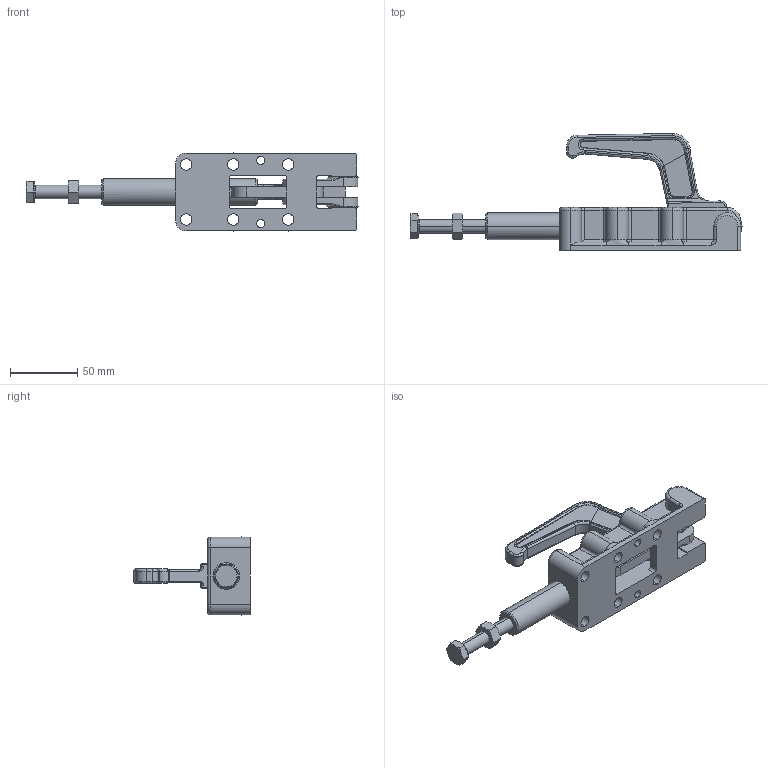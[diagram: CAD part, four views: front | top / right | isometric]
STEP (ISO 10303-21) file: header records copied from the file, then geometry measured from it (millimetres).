
FILE_DESCRIPTION (( 'STEP AP214' ), '1' );
FILE_NAME ('GH-31200(Â²¤Æ).STEP', '2020-06-15T03:49:16', ( 'LinWei' ), ( '' ), 'SwSTEP 2.0', 'SolidWorks 2016', '' );
FILE_SCHEMA (( 'AUTOMOTIVE_DESIGN' ));
Length unit declared in the file: millimetre
Products named in the file (6): GH-31200(簡化); 13120005-1^GH-31200(簡化); Group5^GH-31200(簡化); Group4^GH-31200(簡化); Group3^GH-31200(簡化); Group1^GH-31200(簡化)
Assembly tree (5 placements, depth 2):
  GH-31200(簡化)
    Group1^GH-31200(簡化)
    Group3^GH-31200(簡化)
    Group4^GH-31200(簡化)
    Group5^GH-31200(簡化)
    13120005-1^GH-31200(簡化)
Bounding box: 247.42 x 87.19 x 58.2 mm (x, y, z)
Volume: 202776.3 mm3; surface area: 79274.1 mm2
Topology: 6 solids, 6 shells, 553 faces, 1343 edges, 789 vertices
Faces by surface type: cylinder 219, torus 147, plane 118, bspline 28, cone 27, sphere 14
Entity records: 25247 total; most frequent: CARTESIAN_POINT 9731, DIRECTION 2922, ORIENTED_EDGE 2654, EDGE_CURVE 1327, AXIS2_PLACEMENT_3D 1220, VERTEX_POINT 789, CIRCLE 687, EDGE_LOOP 588
